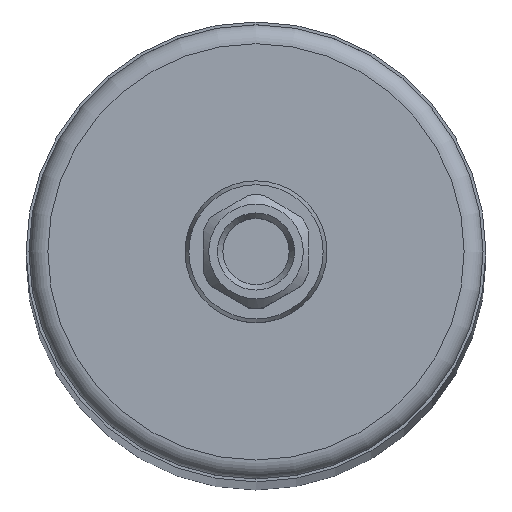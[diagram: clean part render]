
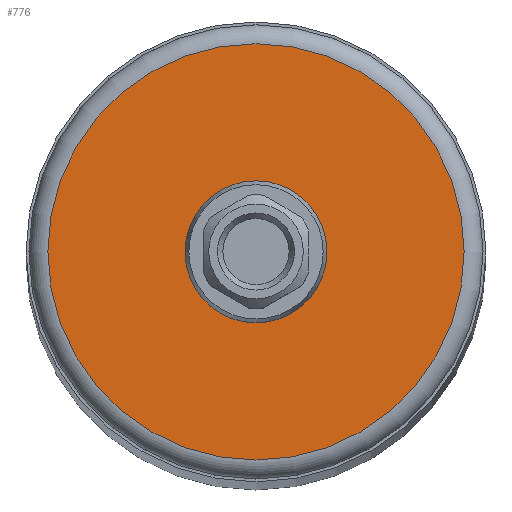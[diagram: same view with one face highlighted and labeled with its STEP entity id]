
A CAD part, top view. The second image highlights one B-rep face of the part: STEP entity #776.
In plain terms, the highlighted planar face has unit normal (0, 0, 1).
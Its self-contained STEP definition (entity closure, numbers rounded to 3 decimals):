
#18=FACE_BOUND('',#264,.T.);
#25=PLANE('',#888);
#211=FACE_OUTER_BOUND('',#263,.T.);
#263=EDGE_LOOP('',(#682));
#264=EDGE_LOOP('',(#683));
#299=CIRCLE('',#830,7.5);
#300=CIRCLE('',#832,22.);
#346=VERTEX_POINT('',#1193);
#347=VERTEX_POINT('',#1197);
#425=EDGE_CURVE('',#346,#346,#299,.T.);
#427=EDGE_CURVE('',#347,#347,#300,.T.);
#682=ORIENTED_EDGE('',*,*,#427,.T.);
#683=ORIENTED_EDGE('',*,*,#425,.F.);
#776=ADVANCED_FACE('',(#211,#18),#25,.F.);
#830=AXIS2_PLACEMENT_3D('',#1194,#957,#958);
#832=AXIS2_PLACEMENT_3D('',#1198,#962,#963);
#888=AXIS2_PLACEMENT_3D('',#1397,#1117,#1118);
#957=DIRECTION('center_axis',(0.,0.,1.));
#958=DIRECTION('ref_axis',(-1.,0.,0.));
#962=DIRECTION('center_axis',(0.,0.,1.));
#963=DIRECTION('ref_axis',(1.,0.,0.));
#1117=DIRECTION('center_axis',(0.,0.,-1.));
#1118=DIRECTION('ref_axis',(-1.,0.,0.));
#1193=CARTESIAN_POINT('',(7.5,0.,0.));
#1194=CARTESIAN_POINT('Origin',(0.,0.,0.));
#1197=CARTESIAN_POINT('',(-22.,0.,0.));
#1198=CARTESIAN_POINT('Origin',(0.,0.,0.));
#1397=CARTESIAN_POINT('Origin',(0.,0.,0.));
